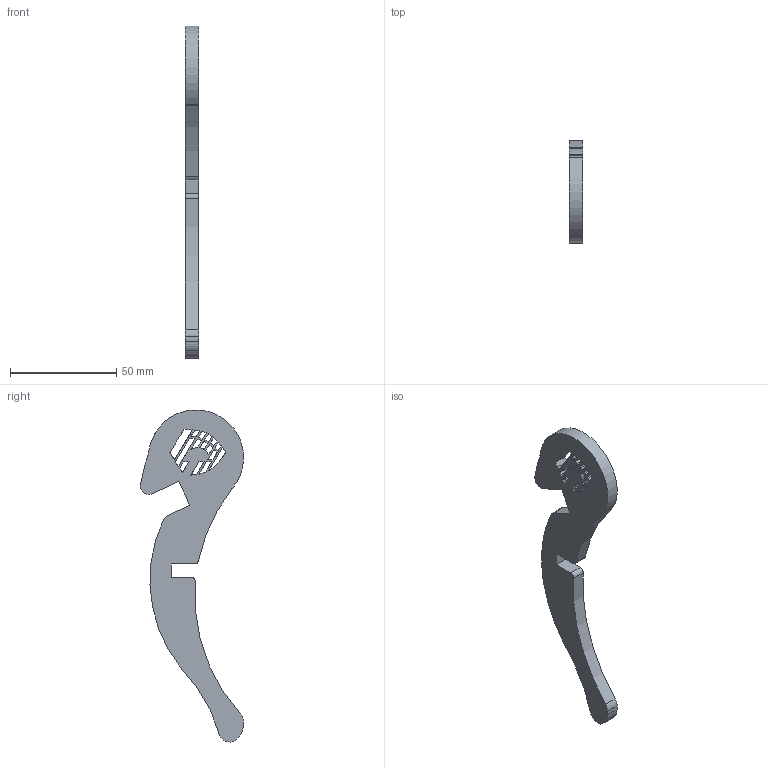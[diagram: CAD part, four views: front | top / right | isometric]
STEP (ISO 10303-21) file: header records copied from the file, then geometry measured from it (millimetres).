
FILE_DESCRIPTION(/* description */ (''),/* implementation_level */ '2;1');
FILE_NAME(/* name */ 'Stand A.step',/* time_stamp */ '2020-05-16T15:55:30-04:00',/* author */ (''),/* organization */ (''),/* preprocessor_version */ 'ST-DEVELOPER v18.1',/* originating_system */ 'Autodesk Translation Framework v9.3.0.1241',/* authorisation */ '');
FILE_SCHEMA (('AUTOMOTIVE_DESIGN { 1 0 10303 214 3 1 1 }'));
Length unit declared in the file: millimetre
Products named in the file (1): Stand A
Bounding box: 6.35 x 48.49 x 156.04 mm (x, y, z)
Volume: 20580.4 mm3; surface area: 10784 mm2
Topology: 1 solids, 1 shells, 348 faces, 1040 edges, 694 vertices
Faces by surface type: plane 329, cylinder 19
Entity records: 11598 total; most frequent: CARTESIAN_POINT 2083, ORIENTED_EDGE 2080, DIRECTION 1776, EDGE_CURVE 1040, LINE 1002, VECTOR 1002, VERTEX_POINT 694, AXIS2_PLACEMENT_3D 387
